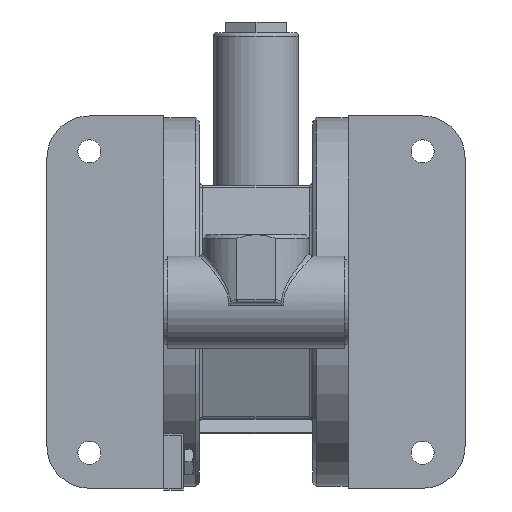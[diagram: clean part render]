
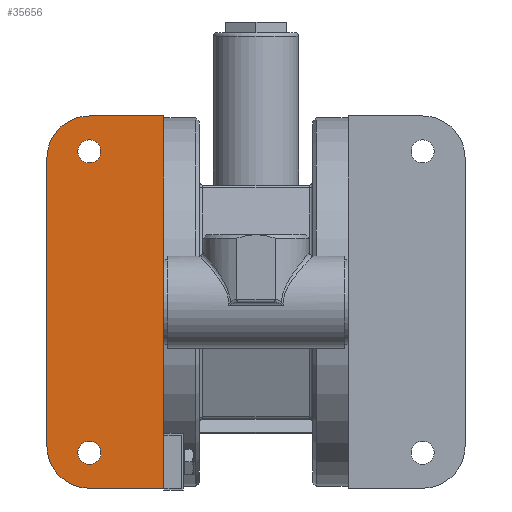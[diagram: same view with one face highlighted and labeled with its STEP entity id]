
A CAD part, front view. The second image highlights one B-rep face of the part: STEP entity #35656.
In plain terms, the highlighted planar face has unit normal (0, -1, 0).
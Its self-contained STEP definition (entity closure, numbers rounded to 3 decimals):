
#3324 = CARTESIAN_POINT ( 'NONE',  ( -26., 0., 52.5 ) ) ;
#3693 = CARTESIAN_POINT ( 'NONE',  ( -47., 0., -45.75 ) ) ;
#3695 = CARTESIAN_POINT ( 'NONE',  ( -47., 0., 39.25 ) ) ;
#3798 = CARTESIAN_POINT ( 'NONE',  ( -47., 0., 45.75 ) ) ;
#3805 = CARTESIAN_POINT ( 'NONE',  ( -47., 0., -39.25 ) ) ;
#5209 = CARTESIAN_POINT ( 'NONE',  ( -59., 0., 40.5 ) ) ;
#5214 = CARTESIAN_POINT ( 'NONE',  ( -59., 0., -40.5 ) ) ;
#5807 = CARTESIAN_POINT ( 'NONE',  ( -47., 0., -52.5 ) ) ;
#5831 = CARTESIAN_POINT ( 'NONE',  ( -26., 0., -52.5 ) ) ;
#5835 = CARTESIAN_POINT ( 'NONE',  ( -47., 0., 52.5 ) ) ;
#8662 = DIRECTION ( 'NONE',  ( 0., 0., -1. ) ) ;
#8663 = DIRECTION ( 'NONE',  ( 0., -1., 0. ) ) ;
#8702 = CARTESIAN_POINT ( 'NONE',  ( -47., 0., -40.5 ) ) ;
#8756 = DIRECTION ( 'NONE',  ( 0., 0., 1. ) ) ;
#8762 = DIRECTION ( 'NONE',  ( 0., 0., -1. ) ) ;
#8764 = DIRECTION ( 'NONE',  ( 0., -1., 0. ) ) ;
#8765 = CARTESIAN_POINT ( 'NONE',  ( -59., 0., 52.5 ) ) ;
#8782 = CARTESIAN_POINT ( 'NONE',  ( -47., 0., 40.5 ) ) ;
#9044 = DIRECTION ( 'NONE',  ( 1., 0., 0. ) ) ;
#9045 = CARTESIAN_POINT ( 'NONE',  ( -35., 0., 52.5 ) ) ;
#9124 = DIRECTION ( 'NONE',  ( 0., 0., -1. ) ) ;
#9125 = DIRECTION ( 'NONE',  ( 0., -1., 0. ) ) ;
#9126 = CARTESIAN_POINT ( 'NONE',  ( -47., 0., 42.5 ) ) ;
#9141 = DIRECTION ( 'NONE',  ( 0., 0., -1. ) ) ;
#9142 = DIRECTION ( 'NONE',  ( 0., -1., 0. ) ) ;
#9145 = CARTESIAN_POINT ( 'NONE',  ( -47., 0., -42.5 ) ) ;
#12549 = ORIENTED_EDGE ( 'NONE', *, *, #13637, .F. ) ;
#12558 = ORIENTED_EDGE ( 'NONE', *, *, #16431, .T. ) ;
#12562 = ORIENTED_EDGE ( 'NONE', *, *, #16368, .F. ) ;
#12569 = ORIENTED_EDGE ( 'NONE', *, *, #13740, .T. ) ;
#12572 = ORIENTED_EDGE ( 'NONE', *, *, #13728, .F. ) ;
#12574 = ORIENTED_EDGE ( 'NONE', *, *, #16348, .F. ) ;
#12576 = ORIENTED_EDGE ( 'NONE', *, *, #13633, .F. ) ;
#12578 = ORIENTED_EDGE ( 'NONE', *, *, #16407, .T. ) ;
#12595 = ORIENTED_EDGE ( 'NONE', *, *, #16353, .F. ) ;
#12821 = ORIENTED_EDGE ( 'NONE', *, *, #16409, .F. ) ;
#13633 = EDGE_CURVE ( 'NONE', #27794, #27884, #29742, .T. ) ;
#13637 = EDGE_CURVE ( 'NONE', #27800, #27882, #29746, .T. ) ;
#13728 = EDGE_CURVE ( 'NONE', #34812, #17007, #29863, .T. ) ;
#13740 = EDGE_CURVE ( 'NONE', #17019, #17007, #29887, .T. ) ;
#16348 = EDGE_CURVE ( 'NONE', #27884, #27794, #30201, .T. ) ;
#16353 = EDGE_CURVE ( 'NONE', #27882, #27800, #30206, .T. ) ;
#16368 = EDGE_CURVE ( 'NONE', #17005, #34812, #30227, .T. ) ;
#16407 = EDGE_CURVE ( 'NONE', #17005, #17322, #30276, .T. ) ;
#16409 = EDGE_CURVE ( 'NONE', #17320, #17322, #30277, .T. ) ;
#16431 = EDGE_CURVE ( 'NONE', #17320, #17019, #30309, .T. ) ;
#17005 = VERTEX_POINT ( 'NONE', #5835 ) ;
#17007 = VERTEX_POINT ( 'NONE', #5831 ) ;
#17019 = VERTEX_POINT ( 'NONE', #5807 ) ;
#17320 = VERTEX_POINT ( 'NONE', #5214 ) ;
#17322 = VERTEX_POINT ( 'NONE', #5209 ) ;
#22257 = DIRECTION ( 'NONE',  ( 1., 0., 0. ) ) ;
#22258 = CARTESIAN_POINT ( 'NONE',  ( -35., 0., -52.5 ) ) ;
#22298 = DIRECTION ( 'NONE',  ( 0., 0., -1. ) ) ;
#22299 = CARTESIAN_POINT ( 'NONE',  ( -26., 0., 52.5 ) ) ;
#23114 = DIRECTION ( 'NONE',  ( 0., 0., -1. ) ) ;
#23116 = DIRECTION ( 'NONE',  ( 0., -1., 0. ) ) ;
#23176 = DIRECTION ( 'NONE',  ( 0., 0., -1. ) ) ;
#23177 = DIRECTION ( 'NONE',  ( 0., -1., 0. ) ) ;
#23181 = CARTESIAN_POINT ( 'NONE',  ( -47., 0., -42.5 ) ) ;
#23185 = CARTESIAN_POINT ( 'NONE',  ( -47., 0., 42.5 ) ) ;
#26071 = AXIS2_PLACEMENT_3D ( 'NONE', #23181, #23177, #23176 ) ;
#26073 = AXIS2_PLACEMENT_3D ( 'NONE', #23185, #23116, #23114 ) ;
#26148 = AXIS2_PLACEMENT_3D ( 'NONE', #9145, #9142, #9141 ) ;
#26149 = AXIS2_PLACEMENT_3D ( 'NONE', #9126, #9125, #9124 ) ;
#26169 = AXIS2_PLACEMENT_3D ( 'NONE', #8782, #8764, #8762 ) ;
#26180 = AXIS2_PLACEMENT_3D ( 'NONE', #8702, #8663, #8662 ) ;
#26569 = AXIS2_PLACEMENT_3D ( 'NONE', #35456, #35455, #35454 ) ;
#26755 = EDGE_LOOP ( 'NONE', ( #12549, #12595 ) ) ;
#27794 = VERTEX_POINT ( 'NONE', #3805 ) ;
#27800 = VERTEX_POINT ( 'NONE', #3798 ) ;
#27882 = VERTEX_POINT ( 'NONE', #3695 ) ;
#27884 = VERTEX_POINT ( 'NONE', #3693 ) ;
#29742 = CIRCLE ( 'NONE', #26071, 3.25 ) ;
#29746 = CIRCLE ( 'NONE', #26073, 3.25 ) ;
#29863 = LINE ( 'NONE', #22299, #29864 ) ;
#29864 = VECTOR ( 'NONE', #22298, 1000. ) ;
#29887 = LINE ( 'NONE', #22258, #29888 ) ;
#29888 = VECTOR ( 'NONE', #22257, 1000. ) ;
#30201 = CIRCLE ( 'NONE', #26148, 3.25 ) ;
#30206 = CIRCLE ( 'NONE', #26149, 3.25 ) ;
#30227 = LINE ( 'NONE', #9045, #30228 ) ;
#30228 = VECTOR ( 'NONE', #9044, 1000. ) ;
#30274 = VECTOR ( 'NONE', #8756, 1000. ) ;
#30276 = CIRCLE ( 'NONE', #26169, 12. ) ;
#30277 = LINE ( 'NONE', #8765, #30274 ) ;
#30309 = CIRCLE ( 'NONE', #26180, 12. ) ;
#33399 = EDGE_LOOP ( 'NONE', ( #12576, #12574 ) ) ;
#33441 = EDGE_LOOP ( 'NONE', ( #12821, #12558, #12569, #12572, #12562, #12578 ) ) ;
#34812 = VERTEX_POINT ( 'NONE', #3324 ) ;
#35454 = DIRECTION ( 'NONE',  ( 0., 0., -1. ) ) ;
#35455 = DIRECTION ( 'NONE',  ( 0., -1., 0. ) ) ;
#35456 = CARTESIAN_POINT ( 'NONE',  ( -35., 0., 52.5 ) ) ;
#35457 = PLANE ( 'NONE',  #26569 ) ;
#35656 = ADVANCED_FACE ( 'NONE', ( #43730, #43729, #43734 ), #35457, .T. ) ;
#43729 = FACE_BOUND ( 'NONE', #26755, .T. ) ;
#43730 = FACE_BOUND ( 'NONE', #33399, .T. ) ;
#43734 = FACE_OUTER_BOUND ( 'NONE', #33441, .T. ) ;
